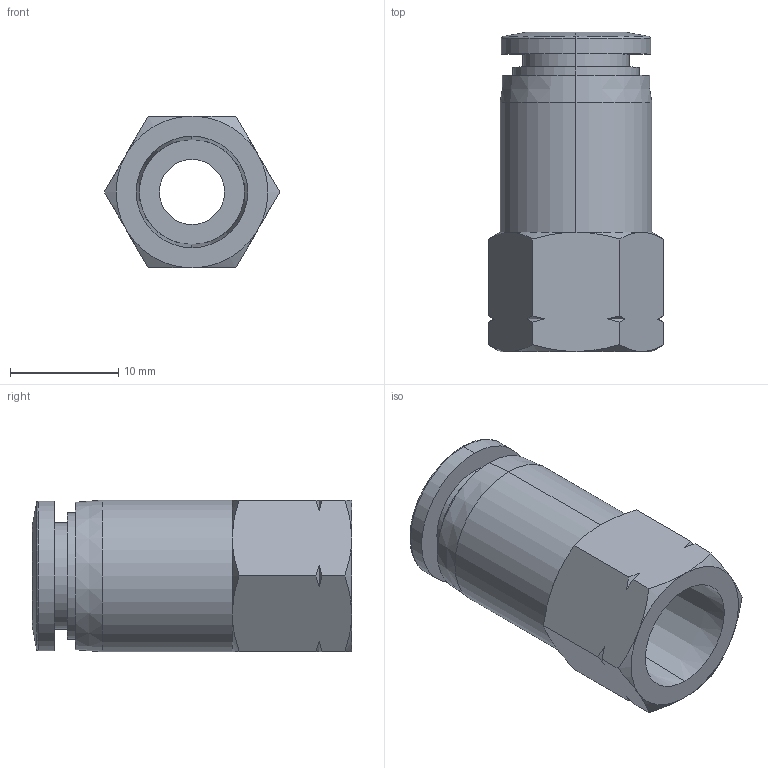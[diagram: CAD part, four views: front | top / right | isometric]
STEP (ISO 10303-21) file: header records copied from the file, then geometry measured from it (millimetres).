
FILE_DESCRIPTION (( 'STEP AP203' ), '1' );
FILE_NAME ('FS516-18N.step', '2016-02-15T20:00:13', ( '' ), ( '' ), 'SwSTEP 2.0', 'SolidWorks 2015', '' );
FILE_SCHEMA (( 'CONFIG_CONTROL_DESIGN' ));
Length unit declared in the file: inch
Products named in the file (1): FS516-18N
Bounding box: 16.17 x 29.45 x 14 mm (x, y, z)
Volume: 2744.5 mm3; surface area: 2504.6 mm2
Topology: 1 solids, 1 shells, 60 faces, 136 edges, 82 vertices
Faces by surface type: cone 32, cylinder 12, plane 12, bspline 4
Entity records: 1891 total; most frequent: CARTESIAN_POINT 531, ORIENTED_EDGE 272, DIRECTION 258, EDGE_CURVE 136, AXIS2_PLACEMENT_3D 113, VERTEX_POINT 82, EDGE_LOOP 66, ADVANCED_FACE 60
